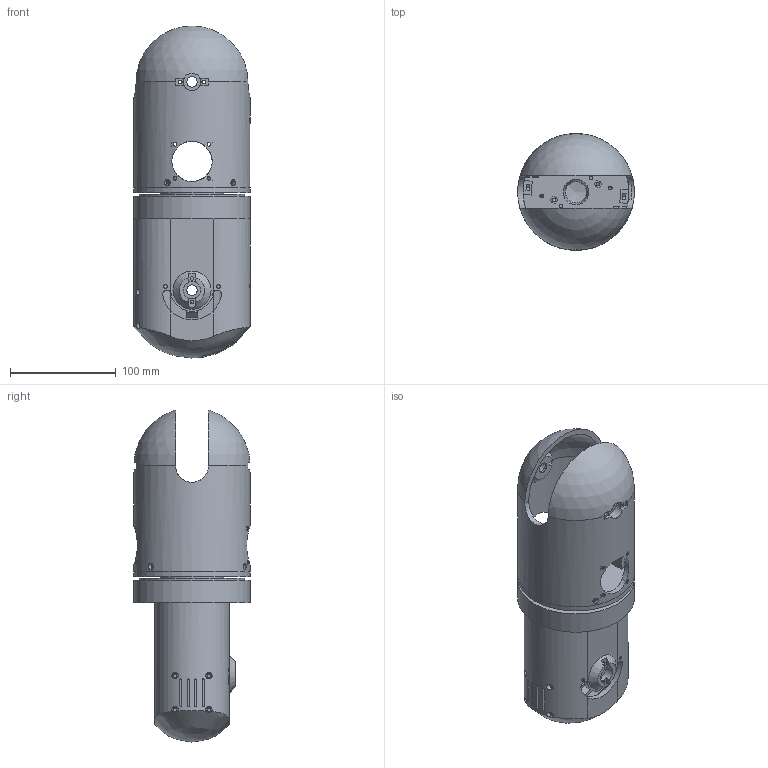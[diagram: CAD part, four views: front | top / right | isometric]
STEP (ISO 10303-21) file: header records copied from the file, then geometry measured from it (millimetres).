
FILE_DESCRIPTION(/* description */ (''),/* implementation_level */ '2;1');
FILE_NAME(/* name */ 'ART34.stp',/* time_stamp */ '2022-02-23T18:00:10+01:00',/* author */ ('MK PC'),/* organization */ (''),/* preprocessor_version */ 'ST-DEVELOPER v18.1',/* originating_system */ 'Autodesk Inventor 2020',/* authorisation */ '');
FILE_SCHEMA (('AUTOMOTIVE_DESIGN { 1 0 10303 214 3 1 1 }'));
Length unit declared in the file: millimetre
Products named in the file (9): ART34; Art4BodyBotv2; Art4TransmissionColumn; Art4TransmissionColumnv2B; CSN 024630 ZKL - ZKL *16010; Art4BearingRingv2; Art4BearingRingV2B; Art3Body; Art4Body
Assembly tree (8 placements, depth 2):
  ART34
    Art4BodyBotv2
    Art4TransmissionColumn
    Art4TransmissionColumnv2B
    CSN 024630 ZKL - ZKL *16010
    Art4BearingRingv2
    Art4BearingRingV2B
    Art3Body
    Art4Body
Bounding box: 110.1 x 110.1 x 313.27 mm (x, y, z)
Volume: 675534.6 mm3; surface area: 297291.8 mm2
Topology: 8 solids, 8 shells, 784 faces, 2408 edges, 1672 vertices
Faces by surface type: plane 442, cylinder 171, bspline 122, torus 29, sphere 15, cone 5
Full cylindrical faces by diameter (mm): 2.4 x4, 3.4 x70, 4.2 x4, 5.9 x22, 10 x4, 16.4 x3, 20 x1, 24 x1, 30 x2, 34 x1, 38 x2, 40 x1, 50 x3, 59.6 x2, 59.732 x1, 60 x1, 70 x1, 70.4 x3, 74 x1, 80 x3, 80.8 x1, 100 x3, 100.4 x1, 110 x2, 110.1 x1
Entity records: 38711 total; most frequent: CARTESIAN_POINT 16795, ORIENTED_EDGE 4772, DIRECTION 4021, EDGE_CURVE 2386, VERTEX_POINT 1672, AXIS2_PLACEMENT_3D 1391, LINE 1239, VECTOR 1239
